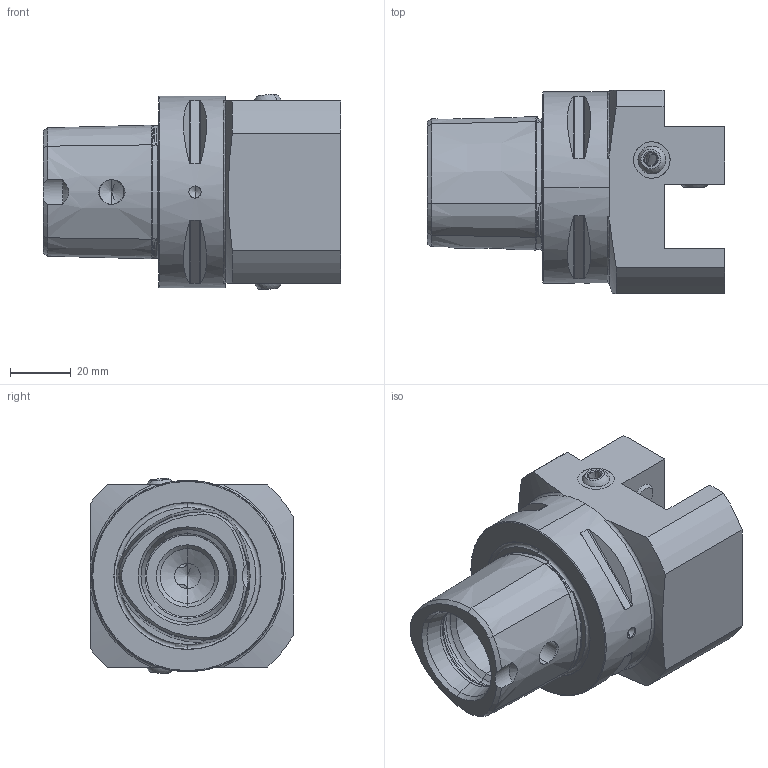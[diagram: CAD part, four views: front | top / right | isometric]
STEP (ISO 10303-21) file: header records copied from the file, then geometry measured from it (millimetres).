
FILE_DESCRIPTION (( 'STEP AP203' ), '1' );
FILE_NAME ('PS6-V20.N11.060.STEP', '2013-06-24T15:07:42', ( 'baer' ), ( 'Hewlett-Packard Company' ), 'SwSTEP 2.0', 'SolidWorks 2012', '' );
FILE_SCHEMA (( 'CONFIG_CONTROL_DESIGN' ));
Length unit declared in the file: millimetre
Products named in the file (6): PS6-V20.N11.060_A; KU1-U12.001.010_1; KU1-U12.001.010_2; KU1-U12.001.010; ISO 4026 - M10 x 20_PreviewCfg; PS6-V20.N11.060
Assembly tree (8 placements, depth 3):
  PS6-V20.N11.060
    PS6-V20.N11.060_A
    KU1-U12.001.010  x2
      KU1-U12.001.010_1
      KU1-U12.001.010_2
    ISO 4026 - M10 x 20_PreviewCfg  x3
Bounding box: 98 x 67 x 64.38 mm (x, y, z)
Volume: 203706.4 mm3; surface area: 38861.5 mm2
Topology: 8 solids, 8 shells, 243 faces, 604 edges, 371 vertices
Faces by surface type: cylinder 69, cone 68, plane 66, torus 31, sphere 8, bspline 1
Entity records: 7157 total; most frequent: CARTESIAN_POINT 1883, DIRECTION 982, ORIENTED_EDGE 952, EDGE_CURVE 476, AXIS2_PLACEMENT_3D 406, VERTEX_POINT 295, EDGE_LOOP 219, CIRCLE 199
